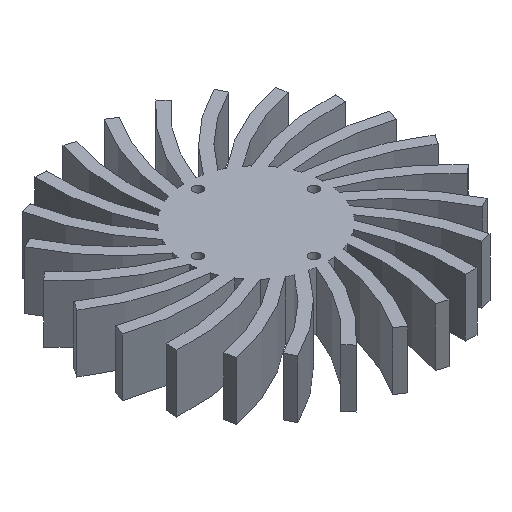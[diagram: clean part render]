
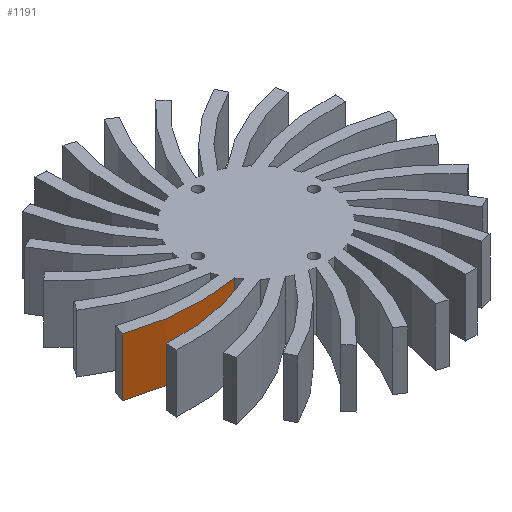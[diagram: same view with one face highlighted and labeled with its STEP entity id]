
A CAD part, isometric view. The second image highlights one B-rep face of the part: STEP entity #1191.
In plain terms, the highlighted cylindrical face has radius 53.838 mm (diameter 107.675 mm), a partial arc.
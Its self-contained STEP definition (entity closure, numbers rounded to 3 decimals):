
#73 = PLANE('',#74);
#74 = AXIS2_PLACEMENT_3D('',#75,#76,#77);
#75 = CARTESIAN_POINT('',(0.,0.,0.));
#76 = DIRECTION('',(0.,0.,-1.));
#77 = DIRECTION('',(-1.,0.,0.));
#132 = PLANE('',#133);
#133 = AXIS2_PLACEMENT_3D('',#134,#135,#136);
#134 = CARTESIAN_POINT('',(0.,0.,15.));
#135 = DIRECTION('',(0.,0.,1.));
#136 = DIRECTION('',(1.,0.,0.));
#1042 = CYLINDRICAL_SURFACE('',#1043,18.);
#1043 = AXIS2_PLACEMENT_3D('',#1044,#1045,#1046);
#1044 = CARTESIAN_POINT('',(0.,0.,0.));
#1045 = DIRECTION('',(-0.,-0.,-1.));
#1046 = DIRECTION('',(1.,0.,0.));
#1062 = VERTEX_POINT('',#1063);
#1063 = CARTESIAN_POINT('',(-15.203,-9.637,0.));
#1089 = EDGE_CURVE('',#1090,#1062,#1092,.T.);
#1090 = VERTEX_POINT('',#1091);
#1091 = CARTESIAN_POINT('',(-15.203,-9.637,15.));
#1092 = SURFACE_CURVE('',#1093,(#1097,#1104),.PCURVE_S1.);
#1093 = LINE('',#1094,#1095);
#1094 = CARTESIAN_POINT('',(-15.203,-9.637,0.));
#1095 = VECTOR('',#1096,1.);
#1096 = DIRECTION('',(-0.,-0.,-1.));
#1097 = PCURVE('',#1042,#1098);
#1098 = DEFINITIONAL_REPRESENTATION('',(#1099),#1103);
#1099 = LINE('',#1100,#1101);
#1100 = CARTESIAN_POINT('',(-3.707,0.));
#1101 = VECTOR('',#1102,1.);
#1102 = DIRECTION('',(-0.,1.));
#1103 = ( GEOMETRIC_REPRESENTATION_CONTEXT(2) 
PARAMETRIC_REPRESENTATION_CONTEXT() REPRESENTATION_CONTEXT('2D SPACE',''
  ) );
#1104 = PCURVE('',#1105,#1110);
#1105 = CYLINDRICAL_SURFACE('',#1106,53.838);
#1106 = AXIS2_PLACEMENT_3D('',#1107,#1108,#1109);
#1107 = CARTESIAN_POINT('',(-25.,43.301,15.));
#1108 = DIRECTION('',(0.,0.,1.));
#1109 = DIRECTION('',(-0.5,0.866,0.));
#1110 = DEFINITIONAL_REPRESENTATION('',(#1111),#1115);
#1111 = LINE('',#1112,#1113);
#1112 = CARTESIAN_POINT('',(2.801,-15.));
#1113 = VECTOR('',#1114,1.);
#1114 = DIRECTION('',(0.,-1.));
#1115 = ( GEOMETRIC_REPRESENTATION_CONTEXT(2) 
PARAMETRIC_REPRESENTATION_CONTEXT() REPRESENTATION_CONTEXT('2D SPACE',''
  ) );
#1191 = ADVANCED_FACE('',(#1192),#1105,.T.);
#1192 = FACE_BOUND('',#1193,.T.);
#1193 = EDGE_LOOP('',(#1194,#1218,#1246,#1272));
#1194 = ORIENTED_EDGE('',*,*,#1195,.F.);
#1195 = EDGE_CURVE('',#1196,#1090,#1198,.T.);
#1196 = VERTEX_POINT('',#1197);
#1197 = CARTESIAN_POINT('',(-42.309,-7.678,15.));
#1198 = SURFACE_CURVE('',#1199,(#1204,#1211),.PCURVE_S1.);
#1199 = CIRCLE('',#1200,53.838);
#1200 = AXIS2_PLACEMENT_3D('',#1201,#1202,#1203);
#1201 = CARTESIAN_POINT('',(-25.,43.301,15.));
#1202 = DIRECTION('',(0.,0.,1.));
#1203 = DIRECTION('',(-0.5,0.866,0.));
#1204 = PCURVE('',#1105,#1205);
#1205 = DEFINITIONAL_REPRESENTATION('',(#1206),#1210);
#1206 = LINE('',#1207,#1208);
#1207 = CARTESIAN_POINT('',(0.,0.));
#1208 = VECTOR('',#1209,1.);
#1209 = DIRECTION('',(1.,0.));
#1210 = ( GEOMETRIC_REPRESENTATION_CONTEXT(2) 
PARAMETRIC_REPRESENTATION_CONTEXT() REPRESENTATION_CONTEXT('2D SPACE',''
  ) );
#1211 = PCURVE('',#132,#1212);
#1212 = DEFINITIONAL_REPRESENTATION('',(#1213),#1217);
#1213 = CIRCLE('',#1214,53.838);
#1214 = AXIS2_PLACEMENT_2D('',#1215,#1216);
#1215 = CARTESIAN_POINT('',(-25.,43.301));
#1216 = DIRECTION('',(-0.5,0.866));
#1217 = ( GEOMETRIC_REPRESENTATION_CONTEXT(2) 
PARAMETRIC_REPRESENTATION_CONTEXT() REPRESENTATION_CONTEXT('2D SPACE',''
  ) );
#1218 = ORIENTED_EDGE('',*,*,#1219,.T.);
#1219 = EDGE_CURVE('',#1196,#1220,#1222,.T.);
#1220 = VERTEX_POINT('',#1221);
#1221 = CARTESIAN_POINT('',(-42.309,-7.678,0.));
#1222 = SURFACE_CURVE('',#1223,(#1227,#1234),.PCURVE_S1.);
#1223 = LINE('',#1224,#1225);
#1224 = CARTESIAN_POINT('',(-42.309,-7.678,15.));
#1225 = VECTOR('',#1226,1.);
#1226 = DIRECTION('',(0.,0.,-1.));
#1227 = PCURVE('',#1105,#1228);
#1228 = DEFINITIONAL_REPRESENTATION('',(#1229),#1233);
#1229 = LINE('',#1230,#1231);
#1230 = CARTESIAN_POINT('',(2.291,0.));
#1231 = VECTOR('',#1232,1.);
#1232 = DIRECTION('',(0.,-1.));
#1233 = ( GEOMETRIC_REPRESENTATION_CONTEXT(2) 
PARAMETRIC_REPRESENTATION_CONTEXT() REPRESENTATION_CONTEXT('2D SPACE',''
  ) );
#1234 = PCURVE('',#1235,#1240);
#1235 = PLANE('',#1236);
#1236 = AXIS2_PLACEMENT_3D('',#1237,#1238,#1239);
#1237 = CARTESIAN_POINT('',(-42.309,-7.678,15.));
#1238 = DIRECTION('',(0.947,-0.322,0.)
  );
#1239 = DIRECTION('',(0.322,0.947,0.)
  );
#1240 = DEFINITIONAL_REPRESENTATION('',(#1241),#1245);
#1241 = LINE('',#1242,#1243);
#1242 = CARTESIAN_POINT('',(0.,0.));
#1243 = VECTOR('',#1244,1.);
#1244 = DIRECTION('',(0.,-1.));
#1245 = ( GEOMETRIC_REPRESENTATION_CONTEXT(2) 
PARAMETRIC_REPRESENTATION_CONTEXT() REPRESENTATION_CONTEXT('2D SPACE',''
  ) );
#1246 = ORIENTED_EDGE('',*,*,#1247,.T.);
#1247 = EDGE_CURVE('',#1220,#1062,#1248,.T.);
#1248 = SURFACE_CURVE('',#1249,(#1254,#1261),.PCURVE_S1.);
#1249 = CIRCLE('',#1250,53.838);
#1250 = AXIS2_PLACEMENT_3D('',#1251,#1252,#1253);
#1251 = CARTESIAN_POINT('',(-25.,43.301,0.));
#1252 = DIRECTION('',(0.,0.,1.));
#1253 = DIRECTION('',(-0.5,0.866,0.));
#1254 = PCURVE('',#1105,#1255);
#1255 = DEFINITIONAL_REPRESENTATION('',(#1256),#1260);
#1256 = LINE('',#1257,#1258);
#1257 = CARTESIAN_POINT('',(0.,-15.));
#1258 = VECTOR('',#1259,1.);
#1259 = DIRECTION('',(1.,0.));
#1260 = ( GEOMETRIC_REPRESENTATION_CONTEXT(2) 
PARAMETRIC_REPRESENTATION_CONTEXT() REPRESENTATION_CONTEXT('2D SPACE',''
  ) );
#1261 = PCURVE('',#73,#1262);
#1262 = DEFINITIONAL_REPRESENTATION('',(#1263),#1271);
#1263 = ( BOUNDED_CURVE() B_SPLINE_CURVE(2,(#1264,#1265,#1266,#1267,
#1268,#1269,#1270),.UNSPECIFIED.,.T.,.F.) B_SPLINE_CURVE_WITH_KNOTS((1,2
    ,2,2,2,1),(-2.094,0.,2.094,4.189,
6.283,8.378),.UNSPECIFIED.) CURVE() 
GEOMETRIC_REPRESENTATION_ITEM() RATIONAL_B_SPLINE_CURVE((1.,0.5,1.,0.5,
1.,0.5,1.)) REPRESENTATION_ITEM('') );
#1264 = CARTESIAN_POINT('',(51.919,89.926));
#1265 = CARTESIAN_POINT('',(132.675,43.301));
#1266 = CARTESIAN_POINT('',(51.919,-3.324));
#1267 = CARTESIAN_POINT('',(-28.838,-49.948));
#1268 = CARTESIAN_POINT('',(-28.838,43.301));
#1269 = CARTESIAN_POINT('',(-28.838,136.551));
#1270 = CARTESIAN_POINT('',(51.919,89.926));
#1271 = ( GEOMETRIC_REPRESENTATION_CONTEXT(2) 
PARAMETRIC_REPRESENTATION_CONTEXT() REPRESENTATION_CONTEXT('2D SPACE',''
  ) );
#1272 = ORIENTED_EDGE('',*,*,#1089,.F.);
